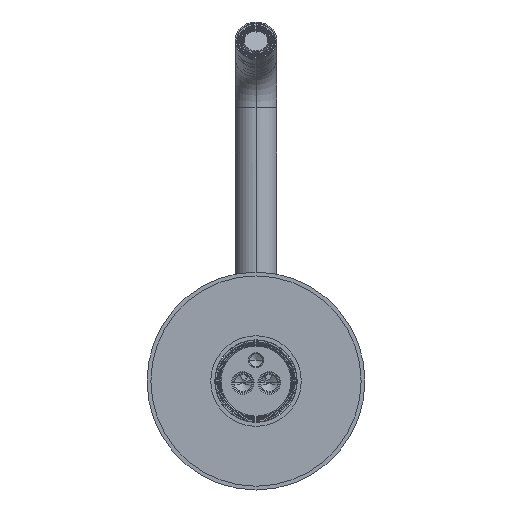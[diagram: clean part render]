
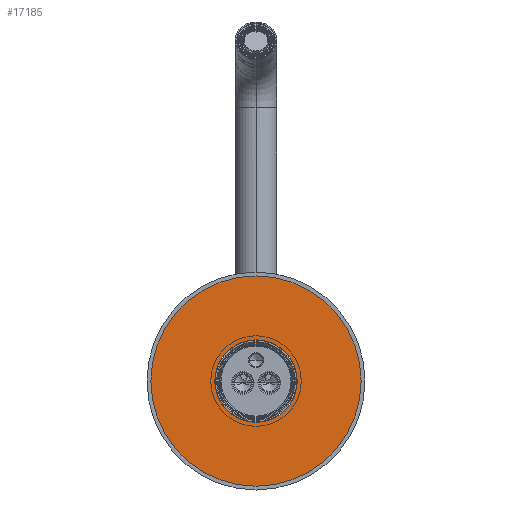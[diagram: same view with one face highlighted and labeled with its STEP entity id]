
A CAD part, front view. The second image highlights one B-rep face of the part: STEP entity #17185.
In plain terms, the highlighted planar face has unit normal (0, -1, 0).
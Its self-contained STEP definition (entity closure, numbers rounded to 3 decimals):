
#16843=CARTESIAN_POINT('',(0.,0.,0.));
#16844=DIRECTION('',(0.,1.,0.));
#16845=DIRECTION('',(1.,0.,0.));
#16846=AXIS2_PLACEMENT_3D('',#16843,#16844,#16845);
#16851=CARTESIAN_POINT('',(0.,0.,0.));
#16852=DIRECTION('',(0.,-1.,0.));
#16853=DIRECTION('',(1.,0.,0.));
#16854=AXIS2_PLACEMENT_3D('',#16851,#16852,#16853);
#16859=CARTESIAN_POINT('',(0.,0.,0.));
#16860=DIRECTION('',(0.,-1.,0.));
#16861=DIRECTION('',(-1.,0.,0.));
#16862=AXIS2_PLACEMENT_3D('',#16859,#16860,#16861);
#16867=CARTESIAN_POINT('',(0.,0.,0.));
#16868=DIRECTION('',(0.,-1.,0.));
#16869=DIRECTION('',(1.,0.,0.));
#16870=AXIS2_PLACEMENT_3D('',#16867,#16868,#16869);
#17045=CARTESIAN_POINT('',(21.75,0.,0.));
#17047=VERTEX_POINT('',#17045);
#17057=CARTESIAN_POINT('',(-21.75,0.,0.));
#17059=VERTEX_POINT('',#17057);
#17076=CARTESIAN_POINT('',(-55.5,0.,0.));
#17077=CARTESIAN_POINT('',(55.5,0.,0.));
#17078=VERTEX_POINT('',#17076);
#17079=VERTEX_POINT('',#17077);
#17169=CARTESIAN_POINT('',(0.,0.,0.));
#17170=DIRECTION('',(0.,-1.,0.));
#17171=DIRECTION('',(-1.,0.,0.));
#17172=AXIS2_PLACEMENT_3D('',#17169,#17170,#17171);
#17173=PLANE('',#17172);
#17174=ORIENTED_EDGE('',*,*,#17152,.F.);
#17176=ORIENTED_EDGE('',*,*,#17175,.F.);
#17177=EDGE_LOOP('',(#17174,#17176));
#17178=FACE_OUTER_BOUND('',#17177,.F.);
#17180=ORIENTED_EDGE('',*,*,#17179,.F.);
#17182=ORIENTED_EDGE('',*,*,#17181,.T.);
#17183=EDGE_LOOP('',(#17180,#17182));
#17184=FACE_BOUND('',#17183,.F.);
#17185=ADVANCED_FACE('',(#17178,#17184),#17173,.T.);
#16847=CIRCLE('',#16846,21.75);
#16855=CIRCLE('',#16854,21.75);
#16863=CIRCLE('',#16862,55.5);
#16871=CIRCLE('',#16870,55.5);
#17152=EDGE_CURVE('',#17078,#17079,#16863,.T.);
#17175=EDGE_CURVE('',#17079,#17078,#16871,.T.);
#17179=EDGE_CURVE('',#17047,#17059,#16847,.T.);
#17181=EDGE_CURVE('',#17047,#17059,#16855,.T.);
